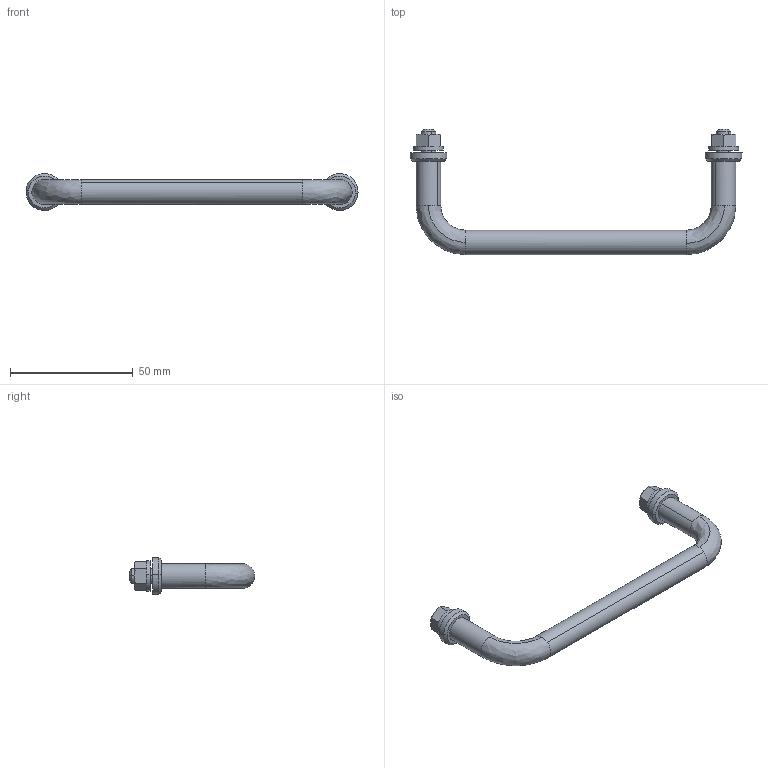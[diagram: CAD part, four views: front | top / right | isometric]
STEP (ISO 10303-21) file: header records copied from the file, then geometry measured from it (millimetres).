
FILE_DESCRIPTION((''),'2;1');
FILE_NAME('','2005-10-12T14:22:02',(''),(''),'','CADfix','');
FILE_SCHEMA(('AUTOMOTIVE_DESIGN'));
Length unit declared in the file: millimetre
Products named in the file (5): facing ring; nut; washer; pull; THA_240S_5_26712_36
Assembly tree (7 placements, depth 2):
  THA_240S_5_26712_36
    facing ring  x2
    nut  x2
    washer  x2
    pull
Bounding box: 134.99 x 51 x 15 mm (x, y, z)
Volume: 16191.2 mm3; surface area: 8437.2 mm2
Topology: 7 solids, 7 shells, 80 faces, 255 edges, 193 vertices
Faces by surface type: bspline 80
Entity records: 2313 total; most frequent: CARTESIAN_POINT 1287, ORIENTED_EDGE 332, EDGE_CURVE 166, VERTEX_POINT 126, EDGE_LOOP 60, FACE_OUTER_BOUND 51, ADVANCED_FACE 51, QUASI_UNIFORM_CURVE 40
